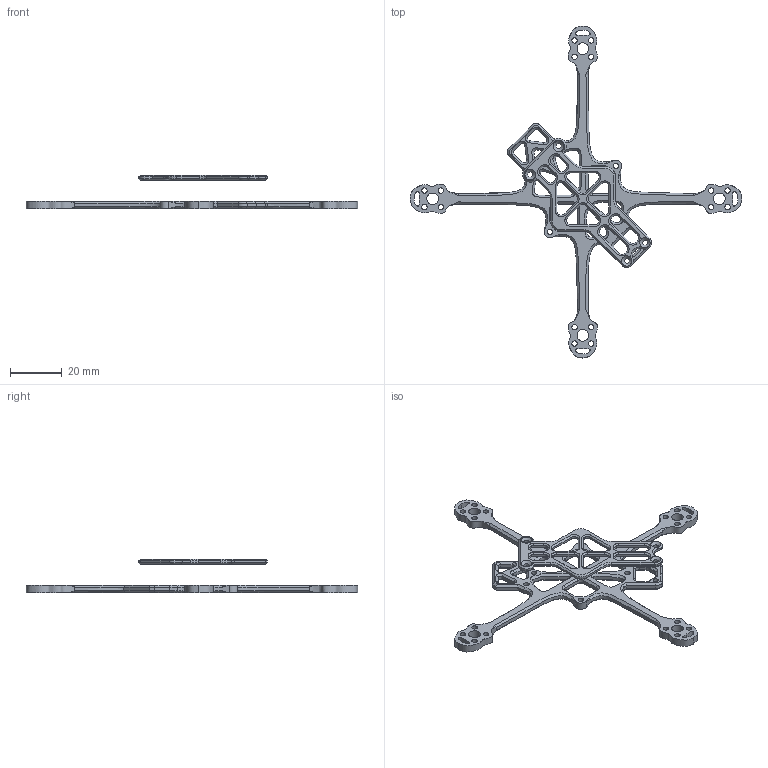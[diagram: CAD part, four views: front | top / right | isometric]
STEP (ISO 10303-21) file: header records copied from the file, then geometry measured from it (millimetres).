
FILE_DESCRIPTION(/* description */ (''),/* implementation_level */ '2;1');
FILE_NAME(/* name */ 'dc346f5c-51ae-4f92-975e-169ba40758db.stp',/* time_stamp */ '2025-06-13T19:56:53Z',/* author */ (''),/* organization */ (''),/* preprocessor_version */ 'ST-DEVELOPER v20.1',/* originating_system */ 'Autodesk Translation Framework v14.10.0.0',/* authorisation */ '');
FILE_SCHEMA (('AUTOMOTIVE_DESIGN { 1 0 10303 214 3 1 1 }'));
Length unit declared in the file: millimetre
Products named in the file (1): le 2.5p custom
Bounding box: 128.46 x 128.46 x 13 mm (x, y, z)
Volume: 6312 mm3; surface area: 8310.6 mm2
Topology: 2 solids, 2 shells, 559 faces, 1405 edges, 840 vertices
Faces by surface type: plane 233, cone 140, cylinder 102, bspline 84
Full cylindrical faces by diameter (mm): 2 x4, 2.1 x24, 4.5 x4
Entity records: 22836 total; most frequent: CARTESIAN_POINT 9928, ORIENTED_EDGE 2794, DIRECTION 2443, EDGE_CURVE 1397, VERTEX_POINT 840, AXIS2_PLACEMENT_3D 820, LINE 803, VECTOR 803
